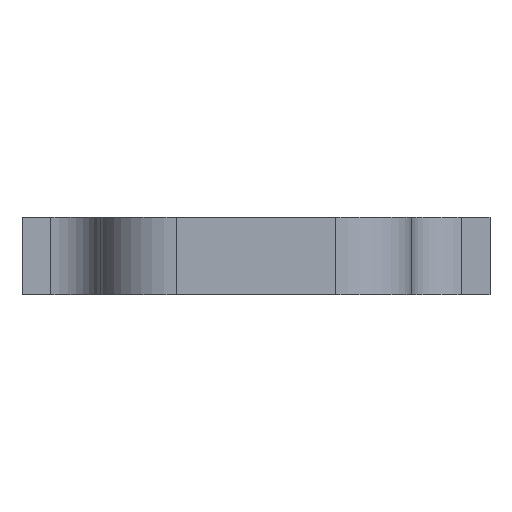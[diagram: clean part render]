
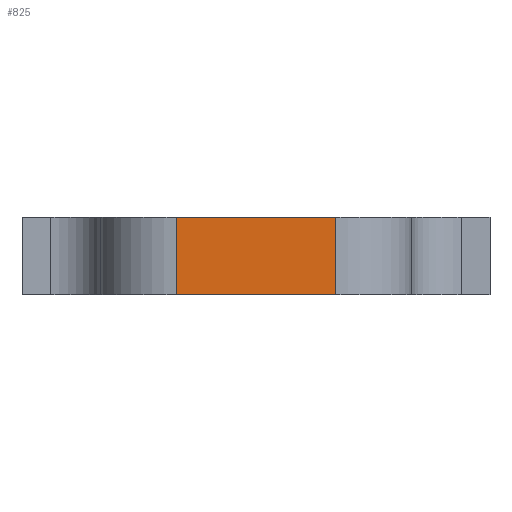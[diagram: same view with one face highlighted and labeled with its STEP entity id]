
A CAD part, front view. The second image highlights one B-rep face of the part: STEP entity #825.
In plain terms, the highlighted planar face has unit normal (0, -1, 0).
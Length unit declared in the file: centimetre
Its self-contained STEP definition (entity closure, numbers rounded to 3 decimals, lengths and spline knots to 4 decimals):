
#25=LINE('',#1235,#85);
#56=LINE('',#1359,#116);
#57=LINE('',#1362,#117);
#58=LINE('',#1363,#118);
#85=VECTOR('',#987,1.);
#116=VECTOR('',#1116,1.);
#117=VECTOR('',#1119,1.);
#118=VECTOR('',#1120,1.);
#149=PLANE('',#915);
#231=FACE_OUTER_BOUND('',#306,.T.);
#306=EDGE_LOOP('',(#676,#677,#678,#679));
#391=VERTEX_POINT('',#1232);
#392=VERTEX_POINT('',#1234);
#436=VERTEX_POINT('',#1357);
#437=VERTEX_POINT('',#1361);
#471=EDGE_CURVE('',#391,#392,#25,.T.);
#528=EDGE_CURVE('',#391,#436,#56,.T.);
#529=EDGE_CURVE('',#437,#436,#57,.T.);
#530=EDGE_CURVE('',#392,#437,#58,.T.);
#676=ORIENTED_EDGE('',*,*,#471,.F.);
#677=ORIENTED_EDGE('',*,*,#528,.T.);
#678=ORIENTED_EDGE('',*,*,#529,.F.);
#679=ORIENTED_EDGE('',*,*,#530,.F.);
#825=ADVANCED_FACE('',(#231),#149,.T.);
#915=AXIS2_PLACEMENT_3D('',#1360,#1117,#1118);
#987=DIRECTION('',(1.,0.,0.));
#1116=DIRECTION('',(0.,0.,-1.));
#1117=DIRECTION('center_axis',(0.,-1.,0.));
#1118=DIRECTION('ref_axis',(-1.,0.,0.));
#1119=DIRECTION('',(-1.,0.,0.));
#1120=DIRECTION('',(0.,0.,-1.));
#1232=CARTESIAN_POINT('',(-0.5071,-5.035,8.));
#1234=CARTESIAN_POINT('',(0.5073,-5.035,8.));
#1235=CARTESIAN_POINT('',(-0.5071,-5.035,8.));
#1357=CARTESIAN_POINT('',(-0.5071,-5.035,7.51));
#1359=CARTESIAN_POINT('',(-0.5071,-5.035,8.));
#1360=CARTESIAN_POINT('Origin',(0.5073,-5.035,8.));
#1361=CARTESIAN_POINT('',(0.5073,-5.035,7.51));
#1362=CARTESIAN_POINT('',(-0.5071,-5.035,7.51));
#1363=CARTESIAN_POINT('',(0.5073,-5.035,8.));
